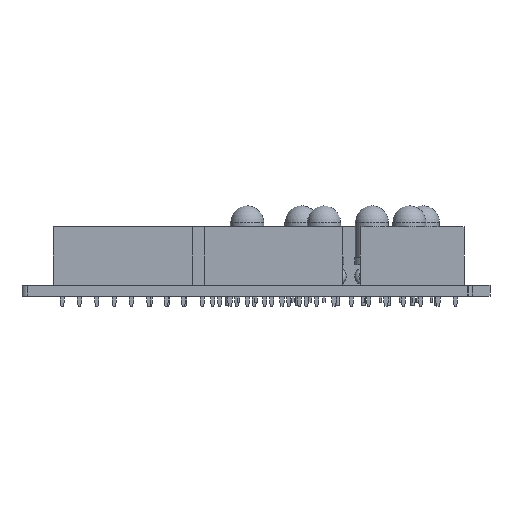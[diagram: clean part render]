
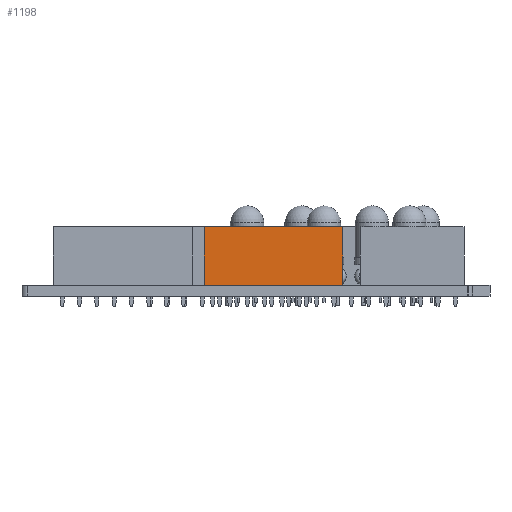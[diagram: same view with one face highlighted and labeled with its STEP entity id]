
A CAD part, front view. The second image highlights one B-rep face of the part: STEP entity #1198.
In plain terms, the highlighted face is planar.
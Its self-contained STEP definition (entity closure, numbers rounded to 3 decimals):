
#175 = VERTEX_POINT('',#176);
#176 = CARTESIAN_POINT('',(-1.27,-19.05,0.));
#184 = EDGE_CURVE('',#175,#185,#187,.T.);
#185 = VERTEX_POINT('',#186);
#186 = CARTESIAN_POINT('',(-1.27,-19.05,8.5));
#187 = LINE('',#188,#189);
#188 = CARTESIAN_POINT('',(-1.27,-19.05,0.));
#189 = VECTOR('',#190,1.);
#190 = DIRECTION('',(0.,0.,1.));
#247 = VERTEX_POINT('',#248);
#248 = CARTESIAN_POINT('',(-1.27,1.27,8.5));
#254 = EDGE_CURVE('',#255,#247,#257,.T.);
#255 = VERTEX_POINT('',#256);
#256 = CARTESIAN_POINT('',(-1.27,1.27,0.));
#257 = LINE('',#258,#259);
#258 = CARTESIAN_POINT('',(-1.27,1.27,0.));
#259 = VECTOR('',#260,1.);
#260 = DIRECTION('',(0.,0.,1.));
#319 = EDGE_CURVE('',#247,#185,#320,.T.);
#320 = LINE('',#321,#322);
#321 = CARTESIAN_POINT('',(-1.27,1.27,8.5));
#322 = VECTOR('',#323,1.);
#323 = DIRECTION('',(0.,-1.,0.));
#614 = EDGE_CURVE('',#255,#175,#615,.T.);
#615 = LINE('',#616,#617);
#616 = CARTESIAN_POINT('',(-1.27,1.27,0.));
#617 = VECTOR('',#618,1.);
#618 = DIRECTION('',(0.,-1.,0.));
#1198 = ADVANCED_FACE('',(#1199),#1205,.F.);
#1199 = FACE_BOUND('',#1200,.F.);
#1200 = EDGE_LOOP('',(#1201,#1202,#1203,#1204));
#1201 = ORIENTED_EDGE('',*,*,#254,.T.);
#1202 = ORIENTED_EDGE('',*,*,#319,.T.);
#1203 = ORIENTED_EDGE('',*,*,#184,.F.);
#1204 = ORIENTED_EDGE('',*,*,#614,.F.);
#1205 = PLANE('',#1206);
#1206 = AXIS2_PLACEMENT_3D('',#1207,#1208,#1209);
#1207 = CARTESIAN_POINT('',(-1.27,1.27,0.));
#1208 = DIRECTION('',(1.,0.,0.));
#1209 = DIRECTION('',(0.,-1.,0.));
